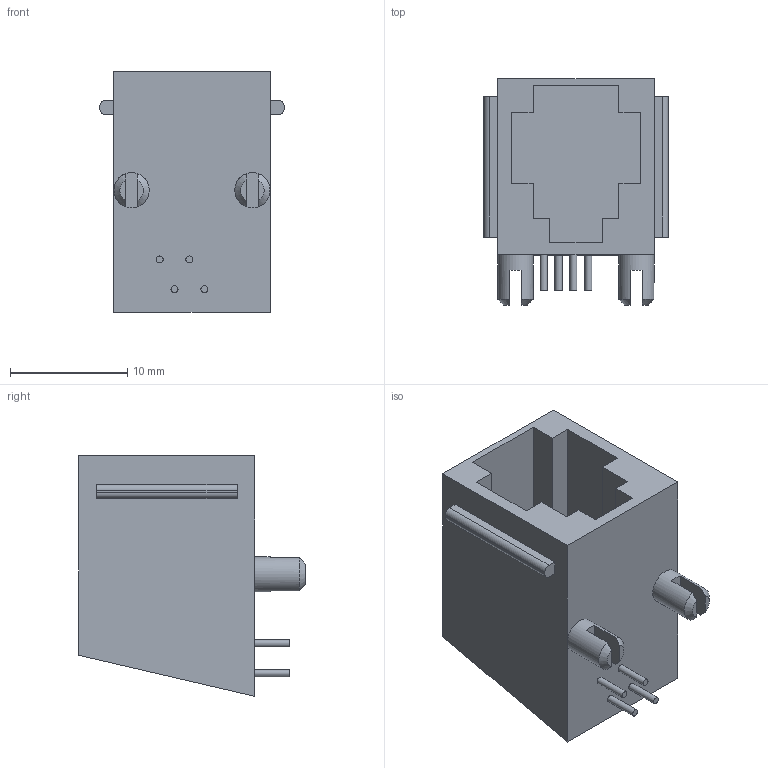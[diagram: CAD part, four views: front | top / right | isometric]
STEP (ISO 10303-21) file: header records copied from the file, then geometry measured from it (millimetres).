
FILE_DESCRIPTION(/* description */ (''),/* implementation_level */ '2;1');
FILE_NAME(/* name */ 'rj_11.stp',/* time_stamp */ '2019-09-14T15:05:31-03:00',/* author */ ('Windows 10'),/* organization */ (''),/* preprocessor_version */ 'ST-DEVELOPER v16.1',/* originating_system */ 'Autodesk Inventor 2016',/* authorisation */ '');
FILE_SCHEMA (('AUTOMOTIVE_DESIGN { 1 0 10303 214 3 1 1 }'));
Length unit declared in the file: millimetre
Products named in the file (1): rj_11_pcb
Bounding box: 15.7 x 19.3 x 20.5 mm (x, y, z)
Volume: 2560.3 mm3; surface area: 2176.6 mm2
Topology: 5 solids, 5 shells, 65 faces, 152 edges, 100 vertices
Faces by surface type: plane 51, cylinder 10, cone 4
Full cylindrical faces by diameter (mm): 0.6 x4, 3 x2
Entity records: 1823 total; most frequent: CARTESIAN_POINT 324, DIRECTION 298, ORIENTED_EDGE 288, EDGE_CURVE 144, LINE 106, VECTOR 106, VERTEX_POINT 98, AXIS2_PLACEMENT_3D 96
